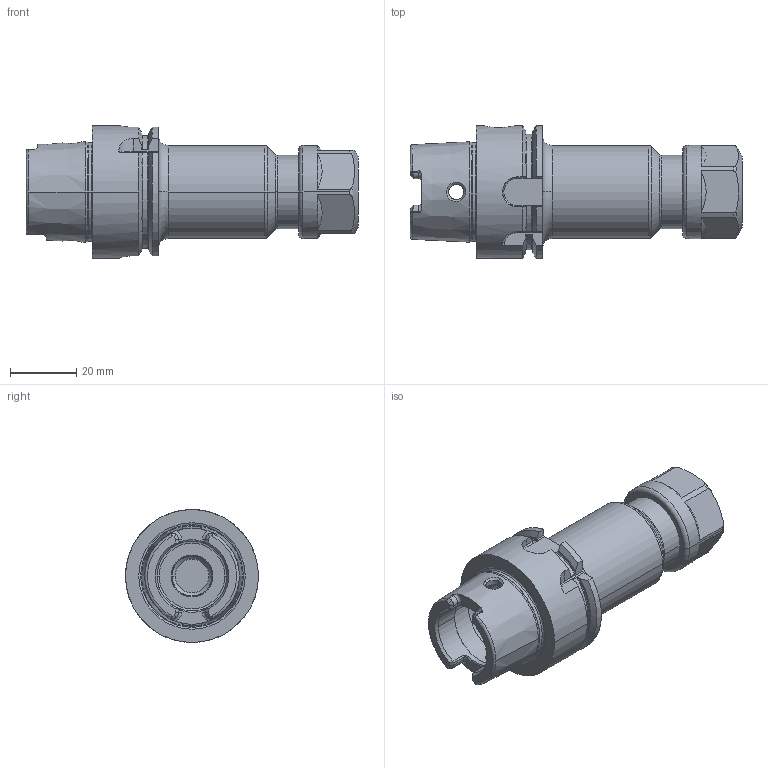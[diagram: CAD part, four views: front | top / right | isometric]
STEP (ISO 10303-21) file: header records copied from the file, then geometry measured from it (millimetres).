
FILE_DESCRIPTION((''),'2;1');
FILE_NAME('A40-020-16_ASM','2011-09-01T',('mei'),(''),'PRO/ENGINEER BY PARAMETRIC TECHNOLOGY CORPORATION, 2010430','PRO/ENGINEER BY PARAMETRIC TECHNOLOGY CORPORATION, 2010430','');
FILE_SCHEMA(('CONFIG_CONTROL_DESIGN'));
Length unit declared in the file: millimetre
Products named in the file (3): A40-020-16; 83-912-16; A40-020-16_ASM
Assembly tree (2 placements, depth 2):
  A40-020-16_ASM
    A40-020-16
    83-912-16
Bounding box: 99.9 x 40 x 40 mm (x, y, z)
Volume: 58003.6 mm3; surface area: 16909.8 mm2
Topology: 2 solids, 3 shells, 217 faces, 559 edges, 347 vertices
Faces by surface type: plane 69, cylinder 54, cone 42, torus 42, bspline 8, extrusion 2
Entity records: 7996 total; most frequent: CARTESIAN_POINT 2739, ORIENTED_EDGE 1114, DIRECTION 1066, EDGE_CURVE 559, AXIS2_PLACEMENT_3D 420, VERTEX_POINT 347, VECTOR 226, LINE 224
